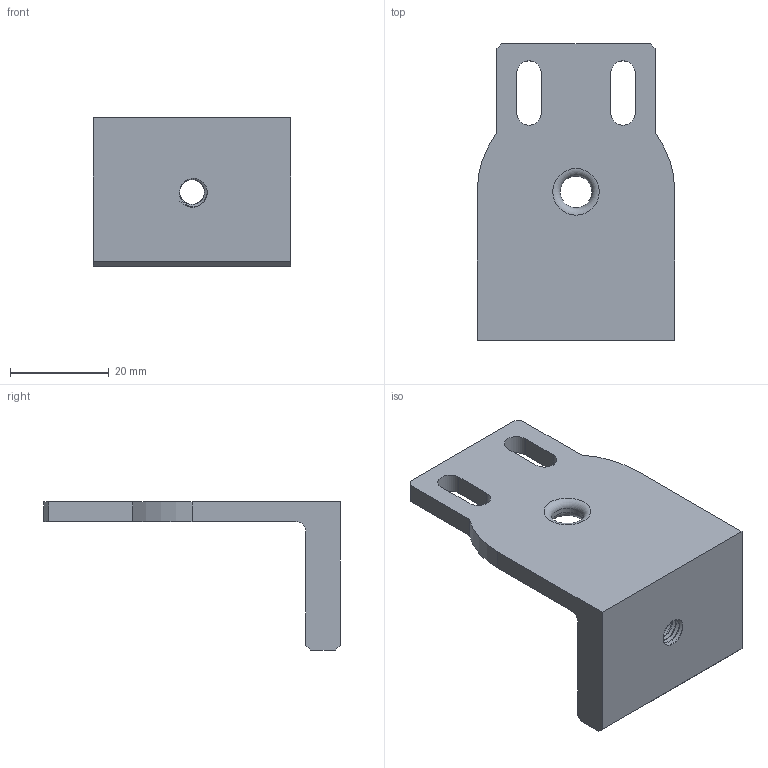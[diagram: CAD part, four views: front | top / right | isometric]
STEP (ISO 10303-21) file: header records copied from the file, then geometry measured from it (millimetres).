
FILE_DESCRIPTION(/* description */ (''),/* implementation_level */ '2;1');
FILE_NAME(/* name */ 'Holder 2.step',/* time_stamp */ '2019-01-07T08:33:55+01:00',/* author */ (''),/* organization */ (''),/* preprocessor_version */ 'ST-DEVELOPER v17.2',/* originating_system */ 'Autodesk Translation Framework v7.6.0.251',/* authorisation */ '');
FILE_SCHEMA (('AUTOMOTIVE_DESIGN { 1 0 10303 214 3 1 1 }'));
Length unit declared in the file: millimetre
Products named in the file (1): holder other side
Bounding box: 40 x 60 x 30 mm (x, y, z)
Volume: 15395.2 mm3; surface area: 7757.7 mm2
Topology: 1 solids, 1 shells, 48 faces, 135 edges, 89 vertices
Faces by surface type: cylinder 26, plane 18, torus 2, bspline 2
Full cylindrical faces by diameter (mm): 5.035 x8, 6.147 x7, 6.4 x1
Entity records: 2715 total; most frequent: CARTESIAN_POINT 1472, ORIENTED_EDGE 270, DIRECTION 222, EDGE_CURVE 135, VERTEX_POINT 89, AXIS2_PLACEMENT_3D 75, LINE 72, VECTOR 72
